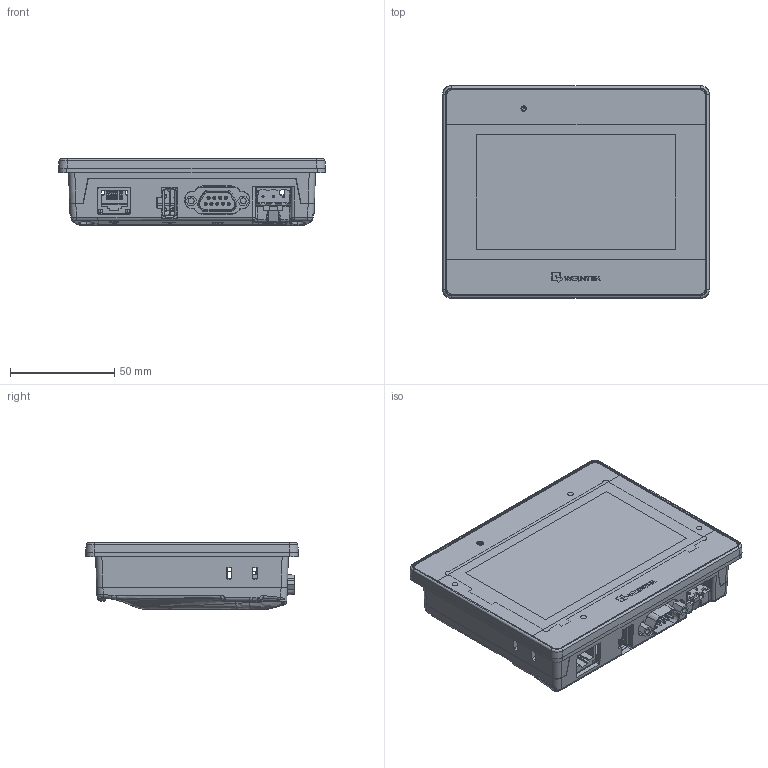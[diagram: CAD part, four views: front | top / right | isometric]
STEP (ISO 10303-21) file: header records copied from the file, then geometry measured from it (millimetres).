
FILE_DESCRIPTION (( 'STEP AP203' ), '1' );
FILE_NAME ('MT8051iP.STEP', '2017-07-27T08:14:56', ( 'annayang' ), ( '' ), 'SwSTEP 2.0', 'SolidWorks 2011', '' );
FILE_SCHEMA (( 'CONFIG_CONTROL_DESIGN' ));
Length unit declared in the file: millimetre
Products named in the file (1): MT8051iP
Bounding box: 128 x 102 x 32 mm (x, y, z)
Surface area: 66885.7 mm2 (no closed solid volume)
Topology: 0 solids, 31 shells, 898 faces, 3615 edges, 2654 vertices
Faces by surface type: plane 316, bspline 230, cylinder 197, cone 79, torus 50, sphere 26
Entity records: 47485 total; most frequent: CARTESIAN_POINT 20832, ORIENTED_EDGE 5428, DIRECTION 4661, EDGE_CURVE 3553, VERTEX_POINT 2636, LINE 1645, VECTOR 1645, AXIS2_PLACEMENT_3D 1508
